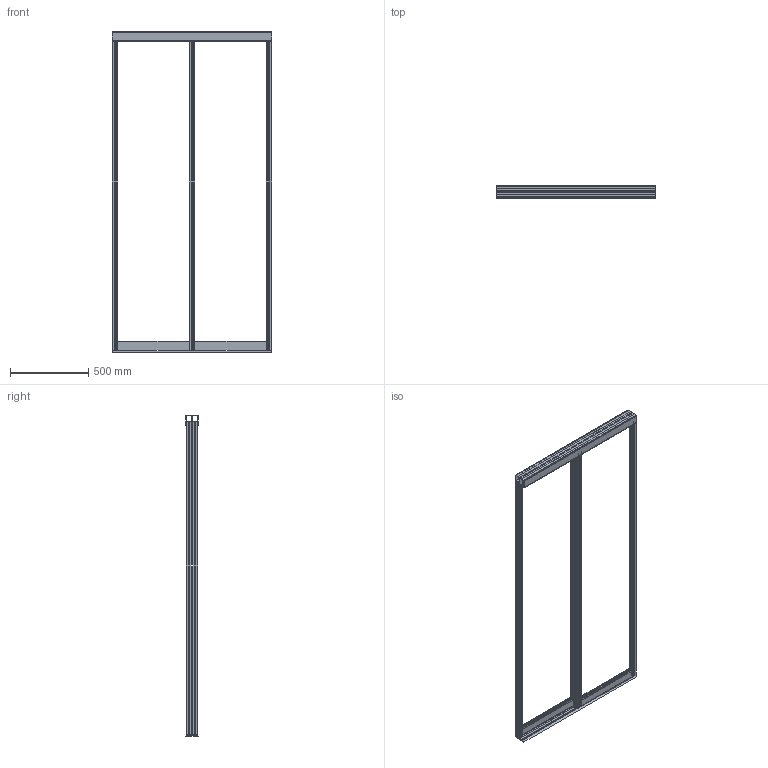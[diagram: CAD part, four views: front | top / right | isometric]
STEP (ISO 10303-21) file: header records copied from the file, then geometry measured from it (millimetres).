
FILE_DESCRIPTION(('STEP AP214'),'1');
FILE_NAME('cctmp_62ED9D25-480E-4ACE-8845-2780B6379FD3_2019_6_13_7_11_39_534..stp','2019-06-13T05:11:39',('Häfele GmbH & Co KG'),('CADClick - www.CADClick.com'),'Spatial InterOp 3D',' ','unknown authorization');
FILE_SCHEMA(('AUTOMOTIVE_DESIGN'));
Length unit declared in the file: millimetre
Products named in the file (11): 2019_06_13__07-11-39-519; 2019_06_13__07-11-39-488; 2019_06_13__07-11-39-456; 2019_06_13__07-11-39-425; 2019_06_13__07-11-39-394; 2019_06_13__07-11-39-269; 2019_06_13__07-11-39-238; 2019_06_13__07-11-39-206; 2019_06_13__07-11-39-175; 2019_06_13__07-11-39-050
Assembly tree (10 placements, depth 2):
  (unnamed)
    2019_06_13__07-11-39-519
    2019_06_13__07-11-39-488
    2019_06_13__07-11-39-456
    2019_06_13__07-11-39-425
    2019_06_13__07-11-39-394
    2019_06_13__07-11-39-269
    2019_06_13__07-11-39-238
    2019_06_13__07-11-39-206
    2019_06_13__07-11-39-175
    2019_06_13__07-11-39-050
Bounding box: 1021 x 80.6 x 2050 mm (x, y, z)
Volume: 7394834.6 mm3; surface area: 2658231.7 mm2
Topology: 11 solids, 11 shells, 338 faces, 936 edges, 624 vertices
Faces by surface type: plane 302, cylinder 36
Entity records: 13654 total; most frequent: CARTESIAN_POINT 1909, ORIENTED_EDGE 1872, DIRECTION 1706, EDGE_CURVE 936, LINE 864, VECTOR 864, VERTEX_POINT 624, AXIS2_PLACEMENT_3D 421
